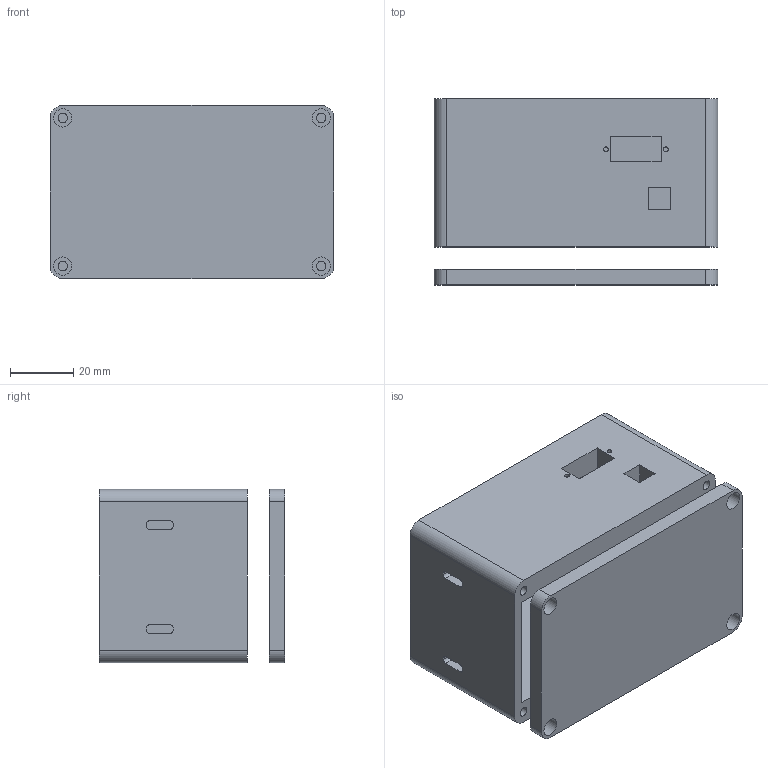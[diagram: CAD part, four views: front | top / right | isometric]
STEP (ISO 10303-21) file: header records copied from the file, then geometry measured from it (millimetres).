
FILE_DESCRIPTION(/* description */ (''),/* implementation_level */ '2;1');
FILE_NAME(/* name */ 'Portable Charger case.step',/* time_stamp */ '2025-08-09T03:46:55-04:00',/* author */ (''),/* organization */ (''),/* preprocessor_version */ 'ST-DEVELOPER v20.1',/* originating_system */ 'Autodesk Translation Framework v14.10.0.0',/* authorisation */ '');
FILE_SCHEMA (('AUTOMOTIVE_DESIGN { 1 0 10303 214 3 1 1 }'));
Length unit declared in the file: millimetre
Products named in the file (1): 2025-07-31-03-03-41-309
Bounding box: 90 x 59 x 55 mm (x, y, z)
Volume: 114101.9 mm3; surface area: 44867.8 mm2
Topology: 2 solids, 2 shells, 174 faces, 493 edges, 328 vertices
Faces by surface type: bspline 88, plane 60, cylinder 26
Full cylindrical faces by diameter (mm): 1.5 x2, 3 x4, 5.8 x4
Entity records: 6048 total; most frequent: CARTESIAN_POINT 2178, ORIENTED_EDGE 986, DIRECTION 535, EDGE_CURVE 493, VERTEX_POINT 328, LINE 257, VECTOR 257, EDGE_LOOP 201
